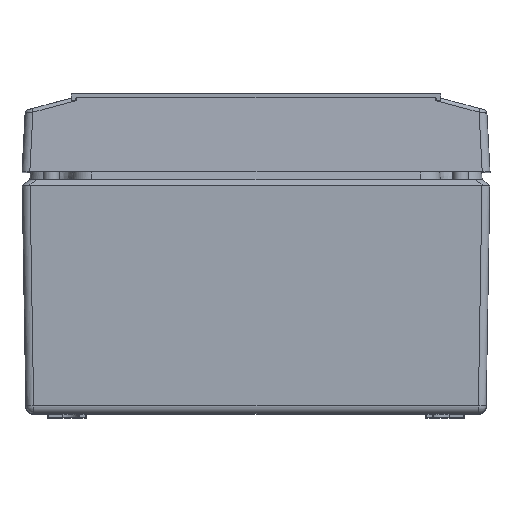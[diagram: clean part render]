
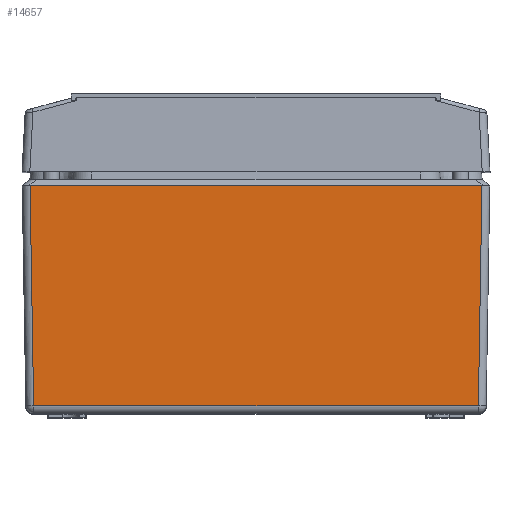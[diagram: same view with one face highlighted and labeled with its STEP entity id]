
A CAD part, top view. The second image highlights one B-rep face of the part: STEP entity #14657.
In plain terms, the highlighted planar face has unit normal (0, -0.016, 1).
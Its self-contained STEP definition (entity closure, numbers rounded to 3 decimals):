
#2702=FACE_OUTER_BOUND('',#3819,.T.);
#3819=EDGE_LOOP('',(#12409,#12410,#12411,#12412));
#4992=LINE('',#31911,#5812);
#4993=LINE('',#31913,#5813);
#4994=LINE('',#31915,#5814);
#4995=LINE('',#31916,#5815);
#5812=VECTOR('',#19784,1000.);
#5813=VECTOR('',#19785,1000.);
#5814=VECTOR('',#19786,1000.);
#5815=VECTOR('',#19787,1000.);
#7152=VERTEX_POINT('',#31909);
#7153=VERTEX_POINT('',#31910);
#7154=VERTEX_POINT('',#31912);
#7155=VERTEX_POINT('',#31914);
#8980=EDGE_CURVE('',#7152,#7153,#4992,.T.);
#8981=EDGE_CURVE('',#7153,#7154,#4993,.T.);
#8982=EDGE_CURVE('',#7154,#7155,#4994,.T.);
#8983=EDGE_CURVE('',#7155,#7152,#4995,.T.);
#12409=ORIENTED_EDGE('',*,*,#8980,.T.);
#12410=ORIENTED_EDGE('',*,*,#8981,.T.);
#12411=ORIENTED_EDGE('',*,*,#8982,.T.);
#12412=ORIENTED_EDGE('',*,*,#8983,.T.);
#13935=PLANE('',#16227);
#14657=ADVANCED_FACE('',(#2702),#13935,.T.);
#16227=AXIS2_PLACEMENT_3D('',#31908,#19782,#19783);
#19782=DIRECTION('center_axis',(0.,-0.016,1.));
#19783=DIRECTION('ref_axis',(0.,-1.,-0.016));
#19784=DIRECTION('',(1.,0.,0.));
#19785=DIRECTION('',(0.016,1.,0.016));
#19786=DIRECTION('',(-1.,0.,0.));
#19787=DIRECTION('',(0.016,-1.,-0.016));
#31908=CARTESIAN_POINT('Origin',(-60.,2.,60.));
#31909=CARTESIAN_POINT('',(-57.015,-58.033,59.015));
#31910=CARTESIAN_POINT('',(57.015,-58.033,59.015));
#31911=CARTESIAN_POINT('',(58.983,-58.033,59.015));
#31912=CARTESIAN_POINT('',(57.943,-1.5,59.943));
#31913=CARTESIAN_POINT('',(57.969,0.065,59.968));
#31914=CARTESIAN_POINT('',(-57.943,-1.5,59.943));
#31915=CARTESIAN_POINT('',(-59.967,-1.5,59.943));
#31916=CARTESIAN_POINT('',(-58.001,2.033,60.001));
